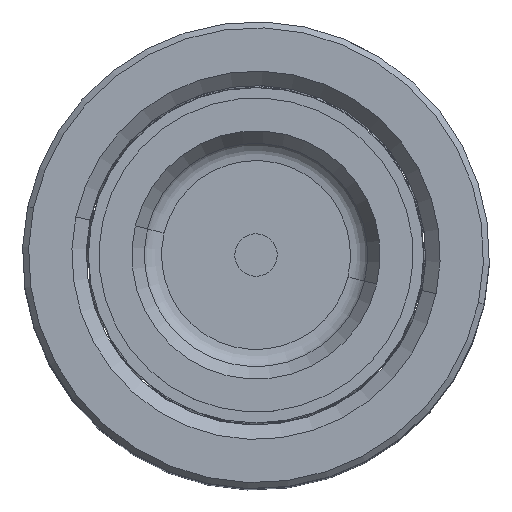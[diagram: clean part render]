
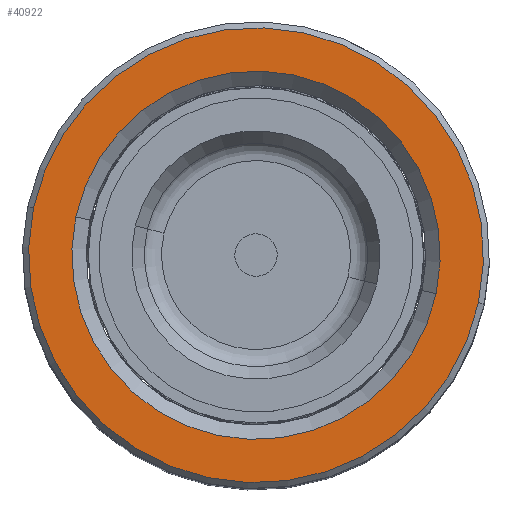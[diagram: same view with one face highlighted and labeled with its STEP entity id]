
A CAD part, top view. The second image highlights one B-rep face of the part: STEP entity #40922.
In plain terms, the highlighted planar face has unit normal (0, 0, 1).
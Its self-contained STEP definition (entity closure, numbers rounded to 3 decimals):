
#1177 = CIRCLE ( 'NONE', #39683, 21.7 ) ;
#7699 = DIRECTION ( 'NONE',  ( 1., 0., 0. ) ) ;
#7868 = ORIENTED_EDGE ( 'NONE', *, *, #9059, .T. ) ;
#8827 = AXIS2_PLACEMENT_3D ( 'NONE', #26801, #30683, #7699 ) ;
#9015 = VERTEX_POINT ( 'NONE', #17455 ) ;
#9059 = EDGE_CURVE ( 'NONE', #9015, #33274, #38809, .T. ) ;
#9070 = ORIENTED_EDGE ( 'NONE', *, *, #23414, .T. ) ;
#11424 = DIRECTION ( 'NONE',  ( 1., 0., 0. ) ) ;
#12260 = EDGE_CURVE ( 'NONE', #13256, #16857, #13262, .T. ) ;
#13256 = VERTEX_POINT ( 'NONE', #28191 ) ;
#13262 = CIRCLE ( 'NONE', #8827, 26.8 ) ;
#13921 = CARTESIAN_POINT ( 'NONE',  ( 0., 0., 100. ) ) ;
#13983 = EDGE_LOOP ( 'NONE', ( #9070, #7868 ) ) ;
#13988 = AXIS2_PLACEMENT_3D ( 'NONE', #34268, #34430, #11424 ) ;
#14120 = PLANE ( 'NONE',  #22057 ) ;
#14287 = DIRECTION ( 'NONE',  ( 1., 0., 0. ) ) ;
#15264 = AXIS2_PLACEMENT_3D ( 'NONE', #13921, #28986, #40926 ) ;
#16857 = VERTEX_POINT ( 'NONE', #39512 ) ;
#17455 = CARTESIAN_POINT ( 'NONE',  ( -21.7, 0., 100. ) ) ;
#18119 = DIRECTION ( 'NONE',  ( 1., 0., 0. ) ) ;
#18687 = FACE_BOUND ( 'NONE', #13983, .T. ) ;
#21801 = DIRECTION ( 'NONE',  ( 0., 0., 1. ) ) ;
#22057 = AXIS2_PLACEMENT_3D ( 'NONE', #48730, #21801, #14287 ) ;
#23414 = EDGE_CURVE ( 'NONE', #33274, #9015, #1177, .T. ) ;
#25238 = EDGE_LOOP ( 'NONE', ( #40559, #32725 ) ) ;
#26801 = CARTESIAN_POINT ( 'NONE',  ( 0., 0., 100. ) ) ;
#28191 = CARTESIAN_POINT ( 'NONE',  ( -26.8, 0., 100. ) ) ;
#28986 = DIRECTION ( 'NONE',  ( 0., 0., -1. ) ) ;
#30683 = DIRECTION ( 'NONE',  ( 0., 0., 1. ) ) ;
#32725 = ORIENTED_EDGE ( 'NONE', *, *, #37948, .T. ) ;
#33205 = CARTESIAN_POINT ( 'NONE',  ( 0., 0., 100. ) ) ;
#33274 = VERTEX_POINT ( 'NONE', #48677 ) ;
#33550 = DIRECTION ( 'NONE',  ( 0., 0., -1. ) ) ;
#33705 = FACE_OUTER_BOUND ( 'NONE', #25238, .T. ) ;
#34268 = CARTESIAN_POINT ( 'NONE',  ( 0., 0., 100. ) ) ;
#34430 = DIRECTION ( 'NONE',  ( 0., 0., 1. ) ) ;
#37948 = EDGE_CURVE ( 'NONE', #16857, #13256, #47688, .T. ) ;
#38809 = CIRCLE ( 'NONE', #15264, 21.7 ) ;
#39512 = CARTESIAN_POINT ( 'NONE',  ( 26.8, 0., 100. ) ) ;
#39683 = AXIS2_PLACEMENT_3D ( 'NONE', #33205, #33550, #18119 ) ;
#40559 = ORIENTED_EDGE ( 'NONE', *, *, #12260, .T. ) ;
#40922 = ADVANCED_FACE ( 'NONE', ( #33705, #18687 ), #14120, .T. ) ;
#40926 = DIRECTION ( 'NONE',  ( 1., 0., 0. ) ) ;
#47688 = CIRCLE ( 'NONE', #13988, 26.8 ) ;
#48677 = CARTESIAN_POINT ( 'NONE',  ( 21.7, 0., 100. ) ) ;
#48730 = CARTESIAN_POINT ( 'NONE',  ( 0., 0., 100. ) ) ;
